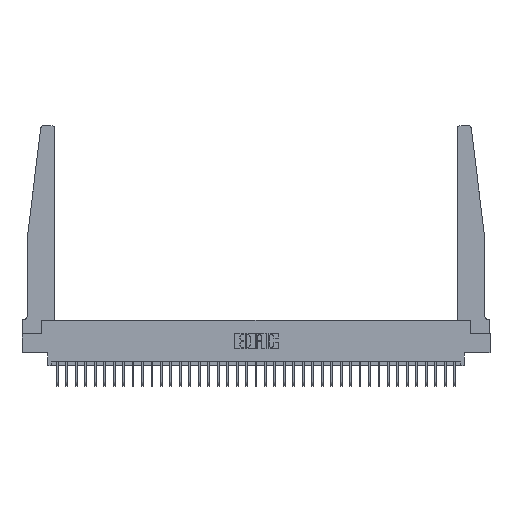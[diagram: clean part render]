
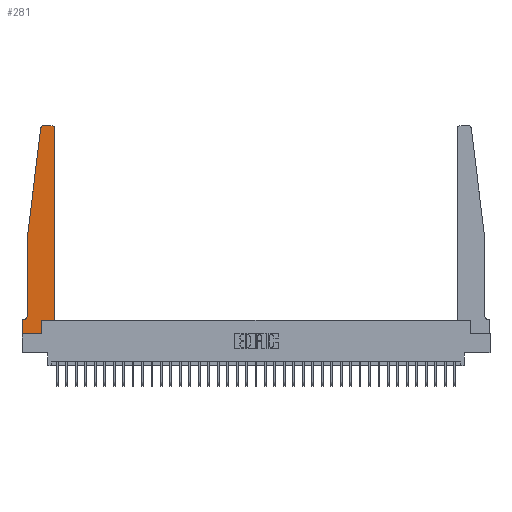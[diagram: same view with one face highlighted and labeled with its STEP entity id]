
A CAD part, top view. The second image highlights one B-rep face of the part: STEP entity #281.
In plain terms, the highlighted planar face has unit normal (0, 0, 1).
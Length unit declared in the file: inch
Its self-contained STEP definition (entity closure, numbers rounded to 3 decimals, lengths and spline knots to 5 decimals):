
#200 = EDGE_CURVE ( 'NONE', #3516, #20117, #16086, .T. ) ;
#237 = CARTESIAN_POINT ( 'NONE',  ( 0.065, 1.25, 0.37 ) ) ;
#281 = ADVANCED_FACE ( 'NONE', ( #1856 ), #16719, .T. ) ;
#412 = LINE ( 'NONE', #17365, #4530 ) ;
#414 = CARTESIAN_POINT ( 'NONE',  ( 0.27653, 2.72, 0.37 ) ) ;
#569 = LINE ( 'NONE', #17849, #8849 ) ;
#960 = CARTESIAN_POINT ( 'NONE',  ( 0., 0., 0.37 ) ) ;
#1076 = CARTESIAN_POINT ( 'NONE',  ( 0., 0.1875, 0.37 ) ) ;
#1453 = VECTOR ( 'NONE', #18347, 39.37008 ) ;
#1591 = CARTESIAN_POINT ( 'NONE',  ( 0.395, 2.72, 0.37 ) ) ;
#1856 = FACE_OUTER_BOUND ( 'NONE', #25223, .T. ) ;
#2362 = VERTEX_POINT ( 'NONE', #23784 ) ;
#2996 = DIRECTION ( 'NONE',  ( 1., 0., 0. ) ) ;
#3344 = LINE ( 'NONE', #10923, #1453 ) ;
#3516 = VERTEX_POINT ( 'NONE', #1076 ) ;
#3680 = ORIENTED_EDGE ( 'NONE', *, *, #8293, .T. ) ;
#4437 = VECTOR ( 'NONE', #25964, 39.37008 ) ;
#4445 = ORIENTED_EDGE ( 'NONE', *, *, #13878, .T. ) ;
#4530 = VECTOR ( 'NONE', #24666, 39.37008 ) ;
#5005 = LINE ( 'NONE', #10167, #19852 ) ;
#5337 = EDGE_CURVE ( 'NONE', #21439, #14577, #23507, .T. ) ;
#5898 = VECTOR ( 'NONE', #28171, 39.37008 ) ;
#7149 = DIRECTION ( 'NONE',  ( -0.122, -0.992, 0. ) ) ;
#7920 = DIRECTION ( 'NONE',  ( 0., -1., 0. ) ) ;
#8293 = EDGE_CURVE ( 'NONE', #14577, #13645, #30315, .T. ) ;
#8392 = CARTESIAN_POINT ( 'NONE',  ( 0.425, 0.18, 0.37 ) ) ;
#8849 = VECTOR ( 'NONE', #10571, 39.37008 ) ;
#9156 = CARTESIAN_POINT ( 'NONE',  ( 0.425, 2.72, 0.37 ) ) ;
#9608 = ORIENTED_EDGE ( 'NONE', *, *, #31359, .T. ) ;
#10167 = CARTESIAN_POINT ( 'NONE',  ( 0.2605, 0.18, 0.37 ) ) ;
#10330 = DIRECTION ( 'NONE',  ( 0., 1., 0. ) ) ;
#10345 = CARTESIAN_POINT ( 'NONE',  ( 0.065, 1.25, 0.37 ) ) ;
#10515 = ORIENTED_EDGE ( 'NONE', *, *, #200, .T. ) ;
#10571 = DIRECTION ( 'NONE',  ( 1., 0., 0. ) ) ;
#10737 = DIRECTION ( 'NONE',  ( 0., 0., 1. ) ) ;
#10744 = ORIENTED_EDGE ( 'NONE', *, *, #5337, .T. ) ;
#10857 = VERTEX_POINT ( 'NONE', #26959 ) ;
#10923 = CARTESIAN_POINT ( 'NONE',  ( 0.25, 2.75, 0.37 ) ) ;
#11136 = EDGE_CURVE ( 'NONE', #13645, #19709, #3344, .T. ) ;
#11146 = CIRCLE ( 'NONE', #19410, 0.03 ) ;
#11722 = ORIENTED_EDGE ( 'NONE', *, *, #27968, .T. ) ;
#11755 = DIRECTION ( 'NONE',  ( 1., 0., 0. ) ) ;
#12033 = CARTESIAN_POINT ( 'NONE',  ( 0.065, 0.1875, 0.37 ) ) ;
#12251 = CARTESIAN_POINT ( 'NONE',  ( 0.015, 0.2375, 0.37 ) ) ;
#12655 = AXIS2_PLACEMENT_3D ( 'NONE', #29023, #14286, #13828 ) ;
#12667 = VERTEX_POINT ( 'NONE', #18089 ) ;
#12806 = ORIENTED_EDGE ( 'NONE', *, *, #18408, .T. ) ;
#13645 = VERTEX_POINT ( 'NONE', #19958 ) ;
#13828 = DIRECTION ( 'NONE',  ( 1., 0., 0. ) ) ;
#13878 = EDGE_CURVE ( 'NONE', #10857, #28038, #19435, .T. ) ;
#14286 = DIRECTION ( 'NONE',  ( 0., 0., 1. ) ) ;
#14577 = VERTEX_POINT ( 'NONE', #9156 ) ;
#14897 = EDGE_CURVE ( 'NONE', #28183, #21439, #569, .T. ) ;
#15042 = LINE ( 'NONE', #10345, #24197 ) ;
#15486 = VECTOR ( 'NONE', #7149, 39.37008 ) ;
#15538 = CARTESIAN_POINT ( 'NONE',  ( 0.27653, 2.75, 0.37 ) ) ;
#15732 = CARTESIAN_POINT ( 'NONE',  ( 0.425, 0.18, 0.37 ) ) ;
#16086 = LINE ( 'NONE', #26588, #4437 ) ;
#16719 = PLANE ( 'NONE',  #12655 ) ;
#17101 = VECTOR ( 'NONE', #21593, 39.37008 ) ;
#17365 = CARTESIAN_POINT ( 'NONE',  ( 0., 0., 0.37 ) ) ;
#17392 = AXIS2_PLACEMENT_3D ( 'NONE', #1591, #21320, #11755 ) ;
#17410 = DIRECTION ( 'NONE',  ( 0., 0., -1. ) ) ;
#17849 = CARTESIAN_POINT ( 'NONE',  ( 0.425, 0.18, 0.37 ) ) ;
#18089 = CARTESIAN_POINT ( 'NONE',  ( 0.065, 0.2375, 0.37 ) ) ;
#18347 = DIRECTION ( 'NONE',  ( -1., 0., 0. ) ) ;
#18408 = EDGE_CURVE ( 'NONE', #19709, #10857, #11146, .T. ) ;
#19324 = ORIENTED_EDGE ( 'NONE', *, *, #22216, .T. ) ;
#19410 = AXIS2_PLACEMENT_3D ( 'NONE', #414, #10737, #2996 ) ;
#19435 = LINE ( 'NONE', #29311, #15486 ) ;
#19445 = ORIENTED_EDGE ( 'NONE', *, *, #14897, .T. ) ;
#19527 = DIRECTION ( 'NONE',  ( -1., 0., 0. ) ) ;
#19709 = VERTEX_POINT ( 'NONE', #15538 ) ;
#19852 = VECTOR ( 'NONE', #10330, 39.37008 ) ;
#19958 = CARTESIAN_POINT ( 'NONE',  ( 0.395, 2.75, 0.37 ) ) ;
#19991 = CIRCLE ( 'NONE', #22072, 0.05 ) ;
#20117 = VERTEX_POINT ( 'NONE', #960 ) ;
#21320 = DIRECTION ( 'NONE',  ( 0., 0., 1. ) ) ;
#21439 = VERTEX_POINT ( 'NONE', #8392 ) ;
#21593 = DIRECTION ( 'NONE',  ( -1., 0., 0. ) ) ;
#21734 = EDGE_CURVE ( 'NONE', #12667, #25999, #19991, .T. ) ;
#22072 = AXIS2_PLACEMENT_3D ( 'NONE', #12251, #17410, #19527 ) ;
#22216 = EDGE_CURVE ( 'NONE', #20117, #2362, #412, .T. ) ;
#23162 = EDGE_CURVE ( 'NONE', #28038, #12667, #15042, .T. ) ;
#23507 = LINE ( 'NONE', #15732, #5898 ) ;
#23784 = CARTESIAN_POINT ( 'NONE',  ( 0.2605, 0., 0.37 ) ) ;
#24197 = VECTOR ( 'NONE', #7920, 39.37008 ) ;
#24666 = DIRECTION ( 'NONE',  ( 1., 0., 0. ) ) ;
#24811 = ORIENTED_EDGE ( 'NONE', *, *, #11136, .T. ) ;
#25223 = EDGE_LOOP ( 'NONE', ( #24811, #12806, #4445, #30303, #27341, #11722, #10515, #19324, #9608, #19445, #10744, #3680 ) ) ;
#25603 = CARTESIAN_POINT ( 'NONE',  ( 0.2605, 0.18, 0.37 ) ) ;
#25964 = DIRECTION ( 'NONE',  ( 0., -1., 0. ) ) ;
#25999 = VERTEX_POINT ( 'NONE', #28859 ) ;
#26588 = CARTESIAN_POINT ( 'NONE',  ( 0., 0., 0.37 ) ) ;
#26593 = LINE ( 'NONE', #12033, #17101 ) ;
#26959 = CARTESIAN_POINT ( 'NONE',  ( 0.24675, 2.72367, 0.37 ) ) ;
#27341 = ORIENTED_EDGE ( 'NONE', *, *, #21734, .T. ) ;
#27968 = EDGE_CURVE ( 'NONE', #25999, #3516, #26593, .T. ) ;
#28038 = VERTEX_POINT ( 'NONE', #237 ) ;
#28171 = DIRECTION ( 'NONE',  ( 0., 1., 0. ) ) ;
#28183 = VERTEX_POINT ( 'NONE', #25603 ) ;
#28859 = CARTESIAN_POINT ( 'NONE',  ( 0.015, 0.1875, 0.37 ) ) ;
#29023 = CARTESIAN_POINT ( 'NONE',  ( 0., 0.1875, 0.37 ) ) ;
#29311 = CARTESIAN_POINT ( 'NONE',  ( 0.065, 1.25, 0.37 ) ) ;
#30303 = ORIENTED_EDGE ( 'NONE', *, *, #23162, .T. ) ;
#30315 = CIRCLE ( 'NONE', #17392, 0.03 ) ;
#31359 = EDGE_CURVE ( 'NONE', #2362, #28183, #5005, .T. ) ;
